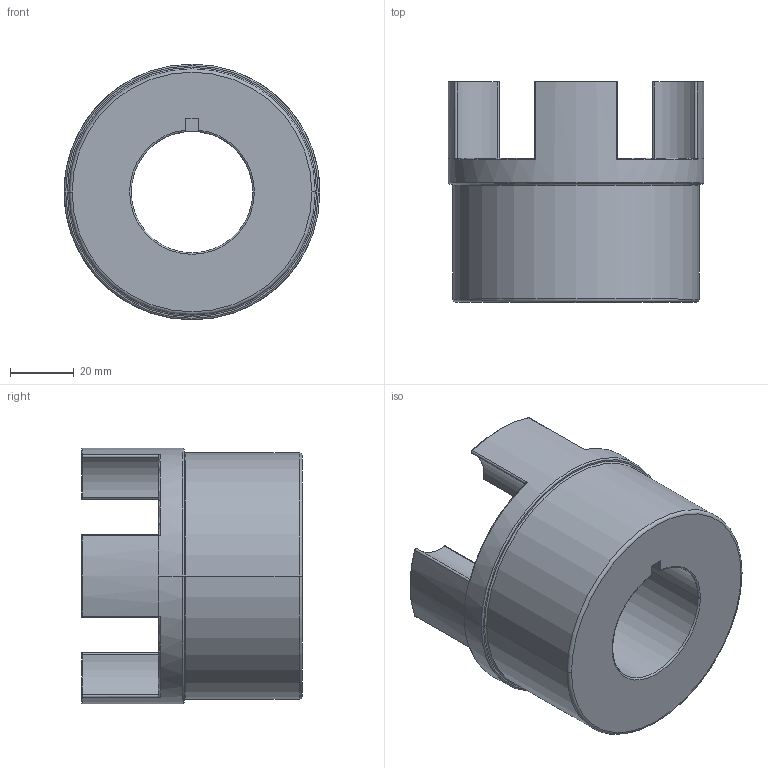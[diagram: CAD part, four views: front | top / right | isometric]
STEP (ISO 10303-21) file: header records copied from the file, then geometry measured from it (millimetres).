
FILE_DESCRIPTION(('CATIA V5 STEP Exchange'),'2;1');
FILE_NAME('Coupling B.stp','2021-07-12T17:19:08+00:00',('none'),('none'),'CATIA Version 5 Release 19 GA (IN-10)','CATIA V5 STEP AP203','none');
FILE_SCHEMA(('CONFIG_CONTROL_DESIGN'));
Length unit declared in the file: millimetre
Products named in the file (1): Coupling B
Bounding box: 80 x 69 x 80 mm (x, y, z)
Volume: 187421.5 mm3; surface area: 30867.6 mm2
Topology: 1 solids, 1 shells, 92 faces, 228 edges, 139 vertices
Faces by surface type: torus 46, cylinder 35, plane 11
Entity records: 2682 total; most frequent: CARTESIAN_POINT 524, ORIENTED_EDGE 456, DIRECTION 388, AXIS2_PLACEMENT_3D 254, EDGE_CURVE 228, CIRCLE 167, VERTEX_POINT 139, EDGE_LOOP 95
